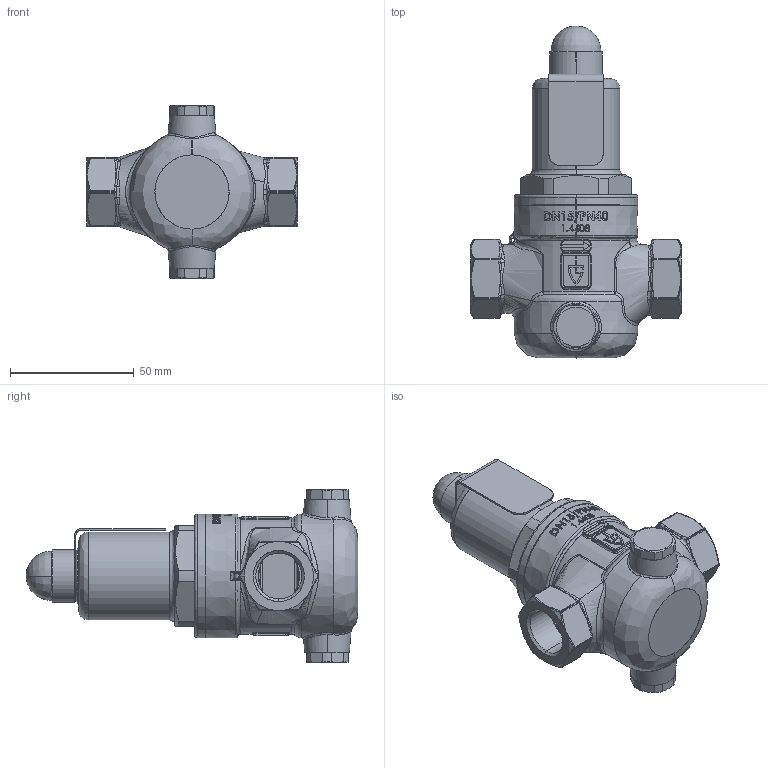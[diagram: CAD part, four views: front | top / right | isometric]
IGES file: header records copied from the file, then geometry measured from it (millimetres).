
Start section: SolidWorks IGES file using analytic representation for surfaces
Global section: file name: 481mGFO-SP-15-F+F-15+15.IGS; native system: SolidWorks 2014; preprocessor: SolidWorks 2014; author: Blankenhorn; date: 160302.110135; units: millimetre
Bounding box: 85 x 134.2 x 70 mm (x, y, z)
Surface area: 54516.7 mm2 (no closed solid volume)
Topology: 0 solids, 0 shells, 1095 faces, 12500 edges, 12440 vertices
Faces by surface type: bspline 730, revolution 365
